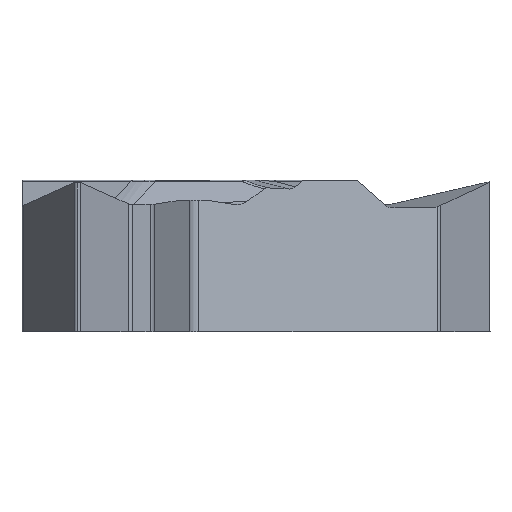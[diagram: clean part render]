
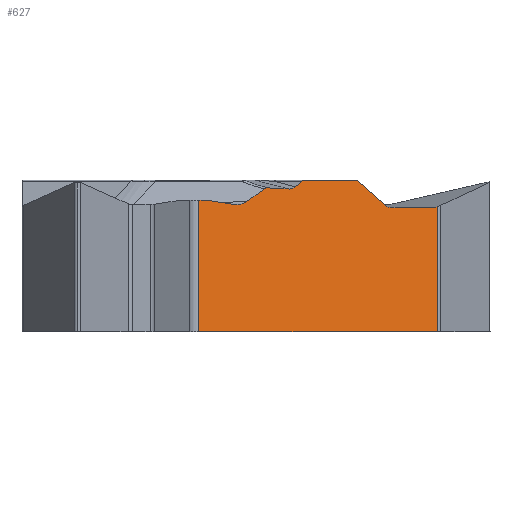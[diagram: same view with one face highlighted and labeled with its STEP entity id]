
A CAD part, front view. The second image highlights one B-rep face of the part: STEP entity #627.
In plain terms, the highlighted planar face has unit normal (0.5, -0.866, 0).
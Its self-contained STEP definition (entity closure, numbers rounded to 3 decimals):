
#70=PLANE('',#2235);
#117=FACE_OUTER_BOUND('',#809,.T.);
#238=ELLIPSE('',#2228,0.264,0.25);
#239=ELLIPSE('',#2229,0.29,0.25);
#240=ELLIPSE('',#2230,0.166,0.15);
#241=ELLIPSE('',#2231,0.167,0.15);
#242=ELLIPSE('',#2232,0.416,0.25);
#243=ELLIPSE('',#2233,0.5,0.25);
#244=ELLIPSE('',#2234,0.5,0.25);
#318=LINE('',#3615,#485);
#319=LINE('',#3618,#486);
#320=LINE('',#3620,#487);
#321=LINE('',#3624,#488);
#322=LINE('',#3628,#489);
#323=LINE('',#3632,#490);
#324=LINE('',#3636,#491);
#325=LINE('',#3649,#492);
#326=LINE('',#3664,#493);
#327=LINE('',#3668,#494);
#328=LINE('',#3674,#495);
#329=LINE('',#3676,#496);
#485=VECTOR('',#2540,1.);
#486=VECTOR('',#2541,1.);
#487=VECTOR('',#2542,1.);
#488=VECTOR('',#2545,1.);
#489=VECTOR('',#2548,1.);
#490=VECTOR('',#2551,1.);
#491=VECTOR('',#2554,1.);
#492=VECTOR('',#2555,1.);
#493=VECTOR('',#2556,1.);
#494=VECTOR('',#2559,1.);
#495=VECTOR('',#2564,1.);
#496=VECTOR('',#2565,1.);
#627=ADVANCED_FACE('',(#117),#70,.F.);
#809=EDGE_LOOP('',(#1012,#1013,#1014,#1015,#1016,#1017,#1018,#1019,#1020,
#1021,#1022,#1023,#1024,#1025,#1026,#1027,#1028,#1029,#1030,#1031,#1032,
#1033));
#1012=ORIENTED_EDGE('',*,*,#1826,.F.);
#1013=ORIENTED_EDGE('',*,*,#1827,.T.);
#1014=ORIENTED_EDGE('',*,*,#1828,.T.);
#1015=ORIENTED_EDGE('',*,*,#1829,.T.);
#1016=ORIENTED_EDGE('',*,*,#1830,.F.);
#1017=ORIENTED_EDGE('',*,*,#1831,.T.);
#1018=ORIENTED_EDGE('',*,*,#1832,.T.);
#1019=ORIENTED_EDGE('',*,*,#1833,.F.);
#1020=ORIENTED_EDGE('',*,*,#1834,.F.);
#1021=ORIENTED_EDGE('',*,*,#1835,.F.);
#1022=ORIENTED_EDGE('',*,*,#1836,.T.);
#1023=ORIENTED_EDGE('',*,*,#1837,.T.);
#1024=ORIENTED_EDGE('',*,*,#1838,.T.);
#1025=ORIENTED_EDGE('',*,*,#1839,.T.);
#1026=ORIENTED_EDGE('',*,*,#1840,.F.);
#1027=ORIENTED_EDGE('',*,*,#1841,.F.);
#1028=ORIENTED_EDGE('',*,*,#1842,.T.);
#1029=ORIENTED_EDGE('',*,*,#1843,.T.);
#1030=ORIENTED_EDGE('',*,*,#1844,.F.);
#1031=ORIENTED_EDGE('',*,*,#1845,.T.);
#1032=ORIENTED_EDGE('',*,*,#1846,.T.);
#1033=ORIENTED_EDGE('',*,*,#1847,.T.);
#1614=VERTEX_POINT('',#3616);
#1615=VERTEX_POINT('',#3617);
#1616=VERTEX_POINT('',#3619);
#1617=VERTEX_POINT('',#3621);
#1618=VERTEX_POINT('',#3623);
#1619=VERTEX_POINT('',#3625);
#1620=VERTEX_POINT('',#3627);
#1621=VERTEX_POINT('',#3629);
#1622=VERTEX_POINT('',#3631);
#1623=VERTEX_POINT('',#3633);
#1624=VERTEX_POINT('',#3635);
#1625=VERTEX_POINT('',#3637);
#1626=VERTEX_POINT('',#3648);
#1627=VERTEX_POINT('',#3650);
#1628=VERTEX_POINT('',#3655);
#1629=VERTEX_POINT('',#3663);
#1630=VERTEX_POINT('',#3665);
#1631=VERTEX_POINT('',#3667);
#1632=VERTEX_POINT('',#3669);
#1633=VERTEX_POINT('',#3671);
#1634=VERTEX_POINT('',#3673);
#1635=VERTEX_POINT('',#3675);
#1826=EDGE_CURVE('',#1614,#1615,#318,.T.);
#1827=EDGE_CURVE('',#1614,#1616,#319,.T.);
#1828=EDGE_CURVE('',#1616,#1617,#320,.T.);
#1829=EDGE_CURVE('',#1617,#1618,#238,.T.);
#1830=EDGE_CURVE('',#1619,#1618,#321,.T.);
#1831=EDGE_CURVE('',#1619,#1620,#239,.T.);
#1832=EDGE_CURVE('',#1620,#1621,#322,.T.);
#1833=EDGE_CURVE('',#1622,#1621,#240,.T.);
#1834=EDGE_CURVE('',#1623,#1622,#323,.T.);
#1835=EDGE_CURVE('',#1624,#1623,#241,.T.);
#1836=EDGE_CURVE('',#1624,#1625,#324,.T.);
#1837=EDGE_CURVE('',#1625,#1626,#2135,.T.);
#1838=EDGE_CURVE('',#1626,#1627,#325,.T.);
#1839=EDGE_CURVE('',#1627,#1628,#2136,.T.);
#1840=EDGE_CURVE('',#1629,#1628,#2137,.T.);
#1841=EDGE_CURVE('',#1630,#1629,#326,.T.);
#1842=EDGE_CURVE('',#1630,#1631,#242,.T.);
#1843=EDGE_CURVE('',#1631,#1632,#327,.T.);
#1844=EDGE_CURVE('',#1633,#1632,#243,.T.);
#1845=EDGE_CURVE('',#1633,#1634,#244,.T.);
#1846=EDGE_CURVE('',#1634,#1635,#328,.T.);
#1847=EDGE_CURVE('',#1635,#1615,#329,.T.);
#2135=B_SPLINE_CURVE_WITH_KNOTS('',3,(#3638,#3639,#3640,#3641,#3642,#3643,
#3644,#3645,#3646,#3647),.UNSPECIFIED.,.F.,.F.,(4,3,3,4),(0.,0.474,
0.706,1.),.UNSPECIFIED.);
#2136=B_SPLINE_CURVE_WITH_KNOTS('',3,(#3651,#3652,#3653,#3654),
 .UNSPECIFIED.,.F.,.F.,(4,4),(0.,1.),.UNSPECIFIED.);
#2137=B_SPLINE_CURVE_WITH_KNOTS('',3,(#3656,#3657,#3658,#3659,#3660,#3661,
#3662),.UNSPECIFIED.,.F.,.F.,(4,3,4),(0.,0.443,1.),
 .UNSPECIFIED.);
#2228=AXIS2_PLACEMENT_3D('',#3622,#2543,#2544);
#2229=AXIS2_PLACEMENT_3D('',#3626,#2546,#2547);
#2230=AXIS2_PLACEMENT_3D('',#3630,#2549,#2550);
#2231=AXIS2_PLACEMENT_3D('',#3634,#2552,#2553);
#2232=AXIS2_PLACEMENT_3D('',#3666,#2557,#2558);
#2233=AXIS2_PLACEMENT_3D('',#3670,#2560,#2561);
#2234=AXIS2_PLACEMENT_3D('',#3672,#2562,#2563);
#2235=AXIS2_PLACEMENT_3D('',#3677,#2566,#2567);
#2540=DIRECTION('',(-0.866,-0.5,0.));
#2541=DIRECTION('',(0.,0.,1.));
#2542=DIRECTION('',(-0.837,-0.483,-0.259));
#2543=DIRECTION('',(-0.5,0.866,0.));
#2544=DIRECTION('',(-0.837,-0.483,-0.259));
#2545=DIRECTION('',(0.866,0.5,0.));
#2546=DIRECTION('',(-0.5,0.866,0.));
#2547=DIRECTION('',(-0.856,-0.494,0.149));
#2548=DIRECTION('',(-0.689,-0.398,0.605));
#2549=DIRECTION('',(-0.5,0.866,0.));
#2550=DIRECTION('',(-0.866,-0.5,0.));
#2551=DIRECTION('',(0.866,0.5,0.));
#2552=DIRECTION('',(-0.5,0.866,0.));
#2553=DIRECTION('',(-0.866,-0.5,0.));
#2554=DIRECTION('',(-0.687,-0.397,-0.608));
#2555=DIRECTION('',(-0.865,-0.499,0.049));
#2556=DIRECTION('',(0.733,0.423,0.532));
#2557=DIRECTION('',(-0.5,0.866,0.));
#2558=DIRECTION('',(0.865,0.5,0.041));
#2559=DIRECTION('',(-0.858,-0.496,0.133));
#2560=DIRECTION('',(-0.5,0.866,0.));
#2561=DIRECTION('',(0.866,0.5,0.));
#2562=DIRECTION('',(-0.5,0.866,0.));
#2563=DIRECTION('',(0.866,0.5,0.));
#2564=DIRECTION('',(-0.866,-0.5,0.));
#2565=DIRECTION('',(0.,0.,-1.));
#2566=DIRECTION('',(-0.5,0.866,0.));
#2567=DIRECTION('',(-0.866,-0.5,0.));
#3615=CARTESIAN_POINT('',(8.733,-0.457,-3.97));
#3616=CARTESIAN_POINT('',(6.455,-1.772,-3.97));
#3617=CARTESIAN_POINT('',(0.013,-5.492,-3.97));
#3618=CARTESIAN_POINT('',(6.455,-1.772,0.08));
#3619=CARTESIAN_POINT('',(6.455,-1.772,-0.589));
#3620=CARTESIAN_POINT('',(-3.128,-7.305,-3.554));
#3621=CARTESIAN_POINT('',(6.385,-1.813,-0.611));
#3622=CARTESIAN_POINT('',(6.329,-1.845,-0.369));
#3623=CARTESIAN_POINT('',(6.323,-1.849,-0.62));
#3624=CARTESIAN_POINT('',(-3.971,-7.792,-0.62));
#3625=CARTESIAN_POINT('',(5.231,-2.479,-0.62));
#3626=CARTESIAN_POINT('',(5.22,-2.485,-0.369));
#3627=CARTESIAN_POINT('',(5.06,-2.578,-0.555));
#3628=CARTESIAN_POINT('',(-0.927,-6.034,4.702));
#3629=CARTESIAN_POINT('',(4.32,-3.005,0.095));
#3630=CARTESIAN_POINT('',(4.228,-3.058,-0.02));
#3631=CARTESIAN_POINT('',(4.228,-3.058,0.13));
#3632=CARTESIAN_POINT('',(-3.971,-7.792,0.13));
#3633=CARTESIAN_POINT('',(2.884,-3.834,0.13));
#3634=CARTESIAN_POINT('',(2.884,-3.834,-0.02));
#3635=CARTESIAN_POINT('',(2.79,-3.888,0.094));
#3636=CARTESIAN_POINT('',(-1.476,-6.352,-3.68));
#3637=CARTESIAN_POINT('',(2.626,-3.983,-0.051));
#3638=CARTESIAN_POINT('',(2.626,-3.983,-0.051));
#3639=CARTESIAN_POINT('',(2.603,-3.996,-0.071));
#3640=CARTESIAN_POINT('',(2.577,-4.011,-0.087));
#3641=CARTESIAN_POINT('',(2.55,-4.027,-0.097));
#3642=CARTESIAN_POINT('',(2.536,-4.035,-0.102));
#3643=CARTESIAN_POINT('',(2.522,-4.043,-0.106));
#3644=CARTESIAN_POINT('',(2.508,-4.051,-0.108));
#3645=CARTESIAN_POINT('',(2.49,-4.061,-0.112));
#3646=CARTESIAN_POINT('',(2.472,-4.072,-0.113));
#3647=CARTESIAN_POINT('',(2.454,-4.082,-0.112));
#3648=CARTESIAN_POINT('',(2.454,-4.082,-0.112));
#3649=CARTESIAN_POINT('',(8.711,-0.47,-0.463));
#3650=CARTESIAN_POINT('',(1.894,-4.406,-0.08));
#3651=CARTESIAN_POINT('',(1.894,-4.406,-0.08));
#3652=CARTESIAN_POINT('',(1.893,-4.407,-0.08));
#3653=CARTESIAN_POINT('',(1.891,-4.407,-0.08));
#3654=CARTESIAN_POINT('',(1.89,-4.408,-0.08));
#3655=CARTESIAN_POINT('',(1.89,-4.408,-0.08));
#3656=CARTESIAN_POINT('',(1.781,-4.471,-0.107));
#3657=CARTESIAN_POINT('',(1.795,-4.463,-0.097));
#3658=CARTESIAN_POINT('',(1.811,-4.454,-0.09));
#3659=CARTESIAN_POINT('',(1.827,-4.444,-0.085));
#3660=CARTESIAN_POINT('',(1.848,-4.433,-0.08));
#3661=CARTESIAN_POINT('',(1.869,-4.42,-0.078));
#3662=CARTESIAN_POINT('',(1.89,-4.408,-0.08));
#3663=CARTESIAN_POINT('',(1.781,-4.471,-0.107));
#3664=CARTESIAN_POINT('',(6.839,-1.551,3.562));
#3665=CARTESIAN_POINT('',(1.31,-4.743,-0.449));
#3666=CARTESIAN_POINT('',(1.055,-4.89,-0.28));
#3667=CARTESIAN_POINT('',(0.963,-4.943,-0.525));
#3668=CARTESIAN_POINT('',(8.528,-0.576,-1.695));
#3669=CARTESIAN_POINT('',(0.336,-5.305,-0.428));
#3670=CARTESIAN_POINT('',(0.224,-5.37,-0.669));
#3671=CARTESIAN_POINT('',(0.198,-5.385,-0.42));
#3672=CARTESIAN_POINT('',(0.172,-5.4,-0.17));
#3673=CARTESIAN_POINT('',(0.172,-5.4,-0.42));
#3674=CARTESIAN_POINT('',(8.733,-0.457,-0.42));
#3675=CARTESIAN_POINT('',(0.013,-5.492,-0.42));
#3676=CARTESIAN_POINT('',(0.013,-5.492,0.08));
#3677=CARTESIAN_POINT('',(8.733,-0.457,0.08));
